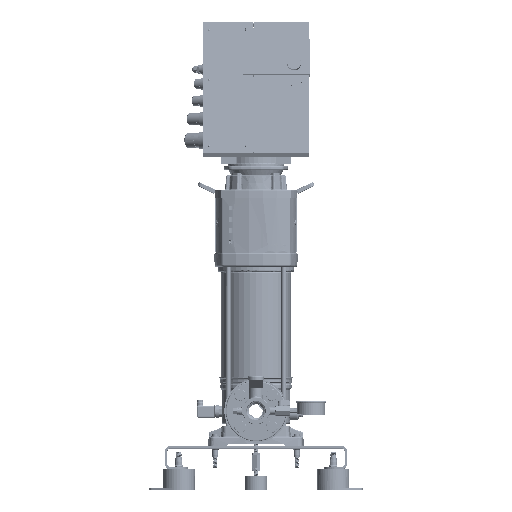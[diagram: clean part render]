
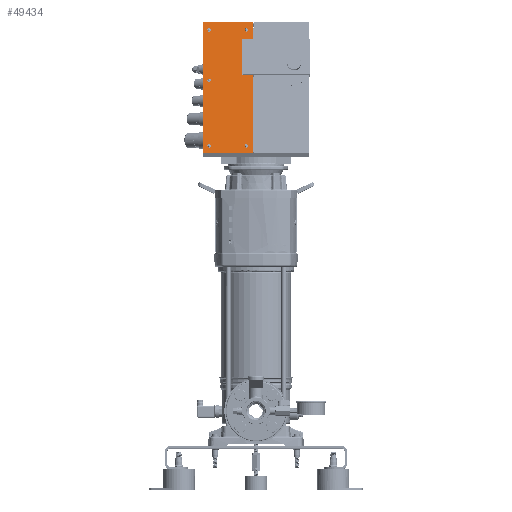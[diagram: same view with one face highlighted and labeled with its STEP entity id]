
A CAD part, top view. The second image highlights one B-rep face of the part: STEP entity #49434.
In plain terms, the highlighted planar face has unit normal (0, 0.174, 0.985).
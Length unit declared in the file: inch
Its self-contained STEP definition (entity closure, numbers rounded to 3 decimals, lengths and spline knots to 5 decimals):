
#5531 = DIRECTION ( 'NONE',  ( 0., -0.174, -0.985 ) ) ;
#8379 = DIRECTION ( 'NONE',  ( 0., -0.985, 0.174 ) ) ;
#22598 = ORIENTED_EDGE ( 'NONE', *, *, #365788, .F. ) ;
#26393 = ORIENTED_EDGE ( 'NONE', *, *, #285918, .T. ) ;
#27687 = LINE ( 'NONE', #330455, #262753 ) ;
#30193 = LINE ( 'NONE', #164972, #384869 ) ;
#31629 = VERTEX_POINT ( 'NONE', #60246 ) ;
#38019 = DIRECTION ( 'NONE',  ( -1., 0., 0. ) ) ;
#38653 = FACE_OUTER_BOUND ( 'NONE', #52869, .T. ) ;
#46362 = CARTESIAN_POINT ( 'NONE',  ( -4.0625, 0.87166, 0.86328 ) ) ;
#49434 = ADVANCED_FACE ( 'NONE', ( #409867, #206614, #407686, #341421, #310436, #38653 ), #173482, .F. ) ;
#52285 = VERTEX_POINT ( 'NONE', #328833 ) ;
#52869 = EDGE_LOOP ( 'NONE', ( #26393, #355234, #75497, #208991, #138234, #184809, #127723, #124891 ) ) ;
#53831 = AXIS2_PLACEMENT_3D ( 'NONE', #83551, #236840, #371643 ) ;
#57556 = VERTEX_POINT ( 'NONE', #132905 ) ;
#60246 = CARTESIAN_POINT ( 'NONE',  ( -0.25, 1.35004, 0.77892 ) ) ;
#61595 = ORIENTED_EDGE ( 'NONE', *, *, #187681, .F. ) ;
#75497 = ORIENTED_EDGE ( 'NONE', *, *, #230628, .F. ) ;
#77869 = VERTEX_POINT ( 'NONE', #370578 ) ;
#83390 = CIRCLE ( 'NONE', #174908, 0.15 ) ;
#83551 = CARTESIAN_POINT ( 'NONE',  ( -0.83761, -4.82094, 1.86703 ) ) ;
#84822 = DIRECTION ( 'NONE',  ( 0., 0.174, 0.985 ) ) ;
#92281 = EDGE_CURVE ( 'NONE', #294757, #203393, #315136, .T. ) ;
#94467 = CIRCLE ( 'NONE', #150927, 0.15055 ) ;
#98658 = DIRECTION ( 'NONE',  ( 1., 0., 0. ) ) ;
#103411 = ORIENTED_EDGE ( 'NONE', *, *, #196944, .F. ) ;
#107884 = EDGE_CURVE ( 'NONE', #77869, #294757, #358764, .T. ) ;
#113191 = EDGE_CURVE ( 'NONE', #358015, #57556, #409246, .T. ) ;
#122900 = CARTESIAN_POINT ( 'NONE',  ( -0.25, -5.4027, 1.96962 ) ) ;
#123013 = LINE ( 'NONE', #147450, #209312 ) ;
#124891 = ORIENTED_EDGE ( 'NONE', *, *, #190832, .T. ) ;
#127723 = ORIENTED_EDGE ( 'NONE', *, *, #113191, .T. ) ;
#130763 = VERTEX_POINT ( 'NONE', #203611 ) ;
#131893 = DIRECTION ( 'NONE',  ( 0., 0.174, 0.985 ) ) ;
#132905 = CARTESIAN_POINT ( 'NONE',  ( -4.5625, 5.92259, -0.02734 ) ) ;
#138234 = ORIENTED_EDGE ( 'NONE', *, *, #107884, .F. ) ;
#142655 = CARTESIAN_POINT ( 'NONE',  ( -0.25, 5.92259, -0.02734 ) ) ;
#147142 = DIRECTION ( 'NONE',  ( 0., -0.985, 0.174 ) ) ;
#147450 = CARTESIAN_POINT ( 'NONE',  ( -0.25, 5.9812, -0.03767 ) ) ;
#149304 = ORIENTED_EDGE ( 'NONE', *, *, #270957, .F. ) ;
#150927 = AXIS2_PLACEMENT_3D ( 'NONE', #385412, #84822, #186464 ) ;
#150975 = EDGE_CURVE ( 'NONE', #302159, #302159, #199955, .T. ) ;
#156339 = CARTESIAN_POINT ( 'NONE',  ( -0.83761, 5.08496, 0.12036 ) ) ;
#157440 = EDGE_LOOP ( 'NONE', ( #149304 ) ) ;
#161525 = LINE ( 'NONE', #229990, #427688 ) ;
#163229 = EDGE_CURVE ( 'NONE', #358015, #77869, #123013, .T. ) ;
#164972 = CARTESIAN_POINT ( 'NONE',  ( 4.5625, -5.4027, 1.96962 ) ) ;
#173482 = PLANE ( 'NONE',  #183163 ) ;
#174908 = AXIS2_PLACEMENT_3D ( 'NONE', #397118, #131893, #405774 ) ;
#183163 = AXIS2_PLACEMENT_3D ( 'NONE', #308264, #5531, #323503 ) ;
#183443 = EDGE_LOOP ( 'NONE', ( #61595 ) ) ;
#184809 = ORIENTED_EDGE ( 'NONE', *, *, #163229, .F. ) ;
#186464 = DIRECTION ( 'NONE',  ( 0., -0.985, 0.174 ) ) ;
#186696 = CIRCLE ( 'NONE', #257349, 0.15 ) ;
#187681 = EDGE_CURVE ( 'NONE', #130763, #130763, #420686, .T. ) ;
#190832 = EDGE_CURVE ( 'NONE', #57556, #52285, #336556, .T. ) ;
#195788 = ORIENTED_EDGE ( 'NONE', *, *, #150975, .F. ) ;
#196944 = EDGE_CURVE ( 'NONE', #282951, #282951, #83390, .T. ) ;
#199955 = CIRCLE ( 'NONE', #411548, 0.15 ) ;
#203393 = VERTEX_POINT ( 'NONE', #365322 ) ;
#203611 = CARTESIAN_POINT ( 'NONE',  ( -0.83761, -4.96866, 1.89308 ) ) ;
#205500 = VECTOR ( 'NONE', #38019, 39.37008 ) ;
#206614 = FACE_BOUND ( 'NONE', #212024, .T. ) ;
#208991 = ORIENTED_EDGE ( 'NONE', *, *, #92281, .F. ) ;
#209312 = VECTOR ( 'NONE', #288792, 39.37008 ) ;
#212024 = EDGE_LOOP ( 'NONE', ( #103411 ) ) ;
#217223 = EDGE_LOOP ( 'NONE', ( #22598 ) ) ;
#224845 = VERTEX_POINT ( 'NONE', #156339 ) ;
#226581 = DIRECTION ( 'NONE',  ( 1., 0., 0. ) ) ;
#229990 = CARTESIAN_POINT ( 'NONE',  ( -0.25, 1.35004, 0.77892 ) ) ;
#230628 = EDGE_CURVE ( 'NONE', #203393, #31629, #27687, .T. ) ;
#232631 = DIRECTION ( 'NONE',  ( -1., 0., 0. ) ) ;
#232721 = CARTESIAN_POINT ( 'NONE',  ( -4.5625, 5.92259, -0.02734 ) ) ;
#236840 = DIRECTION ( 'NONE',  ( 0., 0.174, 0.985 ) ) ;
#239241 = DIRECTION ( 'NONE',  ( 0., -0.985, 0.174 ) ) ;
#243314 = VERTEX_POINT ( 'NONE', #122900 ) ;
#245469 = CARTESIAN_POINT ( 'NONE',  ( -4.0625, -4.96866, 1.89308 ) ) ;
#245535 = CARTESIAN_POINT ( 'NONE',  ( -4.0625, 0.72394, 0.88932 ) ) ;
#249150 = DIRECTION ( 'NONE',  ( 0., 0.174, 0.985 ) ) ;
#257349 = AXIS2_PLACEMENT_3D ( 'NONE', #46362, #320282, #287132 ) ;
#262753 = VECTOR ( 'NONE', #226581, 39.37008 ) ;
#263606 = CARTESIAN_POINT ( 'NONE',  ( -1.21797, 4.45082, 0.23217 ) ) ;
#270569 = CARTESIAN_POINT ( 'NONE',  ( -1.21797, 4.45082, 0.23217 ) ) ;
#270957 = EDGE_CURVE ( 'NONE', #224845, #224845, #94467, .T. ) ;
#274459 = CARTESIAN_POINT ( 'NONE',  ( 4.5625, 5.92259, -0.02734 ) ) ;
#278640 = VERTEX_POINT ( 'NONE', #245535 ) ;
#282951 = VERTEX_POINT ( 'NONE', #245469 ) ;
#285918 = EDGE_CURVE ( 'NONE', #52285, #243314, #30193, .T. ) ;
#287132 = DIRECTION ( 'NONE',  ( 0., -0.985, 0.174 ) ) ;
#287582 = DIRECTION ( 'NONE',  ( 0., -0.985, 0.174 ) ) ;
#288792 = DIRECTION ( 'NONE',  ( 0., -0.985, 0.174 ) ) ;
#294757 = VERTEX_POINT ( 'NONE', #270569 ) ;
#302159 = VERTEX_POINT ( 'NONE', #364148 ) ;
#308264 = CARTESIAN_POINT ( 'NONE',  ( 0., 0.25994, 0.97114 ) ) ;
#310436 = FACE_BOUND ( 'NONE', #417955, .T. ) ;
#312918 = CARTESIAN_POINT ( 'NONE',  ( -1.21797, 4.45082, 0.23217 ) ) ;
#315136 = LINE ( 'NONE', #312918, #321058 ) ;
#320282 = DIRECTION ( 'NONE',  ( 0., 0.174, 0.985 ) ) ;
#321058 = VECTOR ( 'NONE', #147142, 39.37008 ) ;
#323503 = DIRECTION ( 'NONE',  ( -1., 0., 0. ) ) ;
#323841 = VECTOR ( 'NONE', #232631, 39.37008 ) ;
#328833 = CARTESIAN_POINT ( 'NONE',  ( -4.5625, -5.4027, 1.96962 ) ) ;
#330455 = CARTESIAN_POINT ( 'NONE',  ( -1.21797, 1.35004, 0.77892 ) ) ;
#336556 = LINE ( 'NONE', #232721, #428880 ) ;
#341421 = FACE_BOUND ( 'NONE', #157440, .T. ) ;
#350836 = CARTESIAN_POINT ( 'NONE',  ( -4.0625, 5.23322, 0.09422 ) ) ;
#355234 = ORIENTED_EDGE ( 'NONE', *, *, #373993, .F. ) ;
#358015 = VERTEX_POINT ( 'NONE', #142655 ) ;
#358764 = LINE ( 'NONE', #263606, #323841 ) ;
#364148 = CARTESIAN_POINT ( 'NONE',  ( -4.0625, 5.0855, 0.12026 ) ) ;
#365322 = CARTESIAN_POINT ( 'NONE',  ( -1.21797, 1.35004, 0.77892 ) ) ;
#365788 = EDGE_CURVE ( 'NONE', #278640, #278640, #186696, .T. ) ;
#370578 = CARTESIAN_POINT ( 'NONE',  ( -0.25, 4.45082, 0.23217 ) ) ;
#371643 = DIRECTION ( 'NONE',  ( 0., -0.985, 0.174 ) ) ;
#373993 = EDGE_CURVE ( 'NONE', #31629, #243314, #161525, .T. ) ;
#384869 = VECTOR ( 'NONE', #98658, 39.37008 ) ;
#385412 = CARTESIAN_POINT ( 'NONE',  ( -0.83761, 5.23322, 0.09422 ) ) ;
#397118 = CARTESIAN_POINT ( 'NONE',  ( -4.0625, -4.82094, 1.86703 ) ) ;
#405774 = DIRECTION ( 'NONE',  ( 0., -0.985, 0.174 ) ) ;
#407686 = FACE_BOUND ( 'NONE', #217223, .T. ) ;
#409246 = LINE ( 'NONE', #274459, #205500 ) ;
#409867 = FACE_BOUND ( 'NONE', #183443, .T. ) ;
#411548 = AXIS2_PLACEMENT_3D ( 'NONE', #350836, #249150, #8379 ) ;
#417955 = EDGE_LOOP ( 'NONE', ( #195788 ) ) ;
#420686 = CIRCLE ( 'NONE', #53831, 0.15 ) ;
#427688 = VECTOR ( 'NONE', #287582, 39.37008 ) ;
#428880 = VECTOR ( 'NONE', #239241, 39.37008 ) ;
